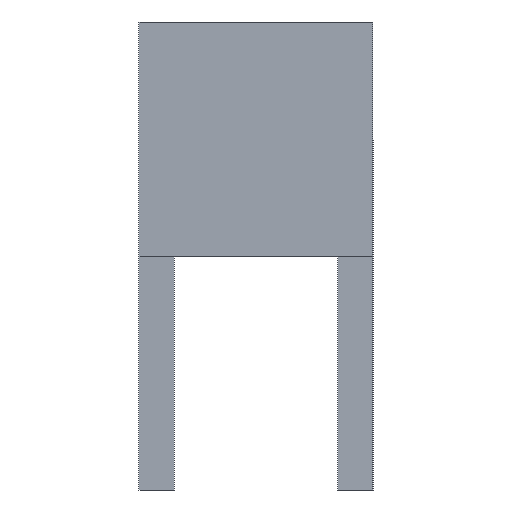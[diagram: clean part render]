
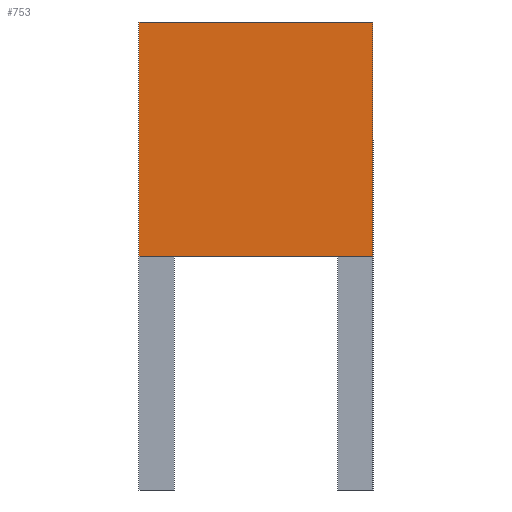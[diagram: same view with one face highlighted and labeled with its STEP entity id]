
A CAD part, left-side view. The second image highlights one B-rep face of the part: STEP entity #753.
In plain terms, the highlighted planar face has unit normal (-1, 0, 0).
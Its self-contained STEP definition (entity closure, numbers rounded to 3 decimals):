
#67=FACE_OUTER_BOUND('',#110,.T.);
#110=EDGE_LOOP('',(#659,#660,#661,#662));
#154=LINE('',#1093,#250);
#205=LINE('',#1202,#301);
#206=LINE('',#1205,#302);
#207=LINE('',#1206,#303);
#250=VECTOR('',#883,10.);
#301=VECTOR('',#990,10.);
#302=VECTOR('',#993,10.);
#303=VECTOR('',#994,10.);
#341=VERTEX_POINT('',#1090);
#342=VERTEX_POINT('',#1092);
#372=VERTEX_POINT('',#1200);
#373=VERTEX_POINT('',#1204);
#416=EDGE_CURVE('',#341,#342,#154,.T.);
#473=EDGE_CURVE('',#341,#372,#205,.T.);
#474=EDGE_CURVE('',#373,#372,#206,.T.);
#475=EDGE_CURVE('',#342,#373,#207,.T.);
#659=ORIENTED_EDGE('',*,*,#416,.F.);
#660=ORIENTED_EDGE('',*,*,#473,.T.);
#661=ORIENTED_EDGE('',*,*,#474,.F.);
#662=ORIENTED_EDGE('',*,*,#475,.F.);
#716=PLANE('',#812);
#753=ADVANCED_FACE('',(#67),#716,.T.);
#812=AXIS2_PLACEMENT_3D('',#1203,#991,#992);
#883=DIRECTION('',(0.,1.,0.));
#990=DIRECTION('',(0.,0.,1.));
#991=DIRECTION('center_axis',(-1.,0.,0.));
#992=DIRECTION('ref_axis',(0.,-1.,0.));
#993=DIRECTION('',(0.,-1.,0.));
#994=DIRECTION('',(0.,0.,1.));
#1090=CARTESIAN_POINT('',(-18.2,-12.,0.));
#1092=CARTESIAN_POINT('',(-18.2,3.,0.));
#1093=CARTESIAN_POINT('',(-18.2,-12.,0.));
#1200=CARTESIAN_POINT('',(-18.2,-12.,15.));
#1202=CARTESIAN_POINT('',(-18.2,-12.,0.));
#1203=CARTESIAN_POINT('Origin',(-18.2,3.,0.));
#1204=CARTESIAN_POINT('',(-18.2,3.,15.));
#1205=CARTESIAN_POINT('',(-18.2,-12.,15.));
#1206=CARTESIAN_POINT('',(-18.2,3.,0.));
